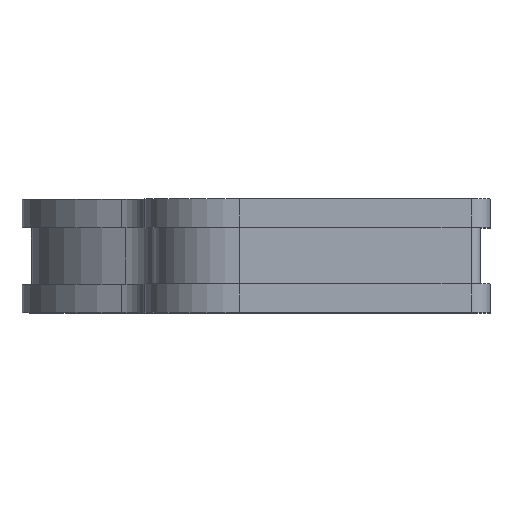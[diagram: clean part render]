
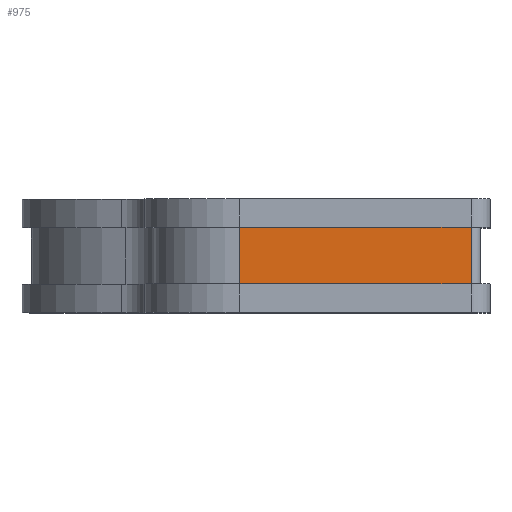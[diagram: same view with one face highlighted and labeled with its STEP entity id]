
A CAD part, top view. The second image highlights one B-rep face of the part: STEP entity #975.
In plain terms, the highlighted planar face has unit normal (0, 0, 1).
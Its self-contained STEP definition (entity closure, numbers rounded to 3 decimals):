
#87=FACE_OUTER_BOUND('',#139,.T.);
#139=EDGE_LOOP('',(#651,#652,#653,#654));
#193=LINE('',#1445,#295);
#194=LINE('',#1449,#296);
#195=LINE('',#1451,#297);
#196=LINE('',#1452,#298);
#295=VECTOR('',#1139,10.);
#296=VECTOR('',#1144,10.);
#297=VECTOR('',#1145,10.);
#298=VECTOR('',#1146,10.);
#397=VERTEX_POINT('',#1442);
#398=VERTEX_POINT('',#1444);
#399=VERTEX_POINT('',#1448);
#400=VERTEX_POINT('',#1450);
#498=EDGE_CURVE('',#397,#398,#193,.T.);
#500=EDGE_CURVE('',#399,#397,#194,.T.);
#501=EDGE_CURVE('',#399,#400,#195,.T.);
#502=EDGE_CURVE('',#400,#398,#196,.T.);
#651=ORIENTED_EDGE('',*,*,#500,.F.);
#652=ORIENTED_EDGE('',*,*,#501,.T.);
#653=ORIENTED_EDGE('',*,*,#502,.T.);
#654=ORIENTED_EDGE('',*,*,#498,.F.);
#944=PLANE('',#1031);
#975=ADVANCED_FACE('',(#87),#944,.F.);
#1031=AXIS2_PLACEMENT_3D('',#1447,#1142,#1143);
#1139=DIRECTION('',(0.,-1.,0.));
#1142=DIRECTION('center_axis',(0.,0.,-1.));
#1143=DIRECTION('ref_axis',(1.,0.,0.));
#1144=DIRECTION('',(1.,0.,0.));
#1145=DIRECTION('',(0.,-1.,0.));
#1146=DIRECTION('',(1.,0.,0.));
#1442=CARTESIAN_POINT('',(1110.52,-55.12,265.565));
#1444=CARTESIAN_POINT('',(1110.52,-61.12,265.565));
#1445=CARTESIAN_POINT('',(1110.52,-55.12,265.565));
#1447=CARTESIAN_POINT('Origin',(1086.,-55.12,265.565));
#1448=CARTESIAN_POINT('',(1086.,-55.12,265.565));
#1449=CARTESIAN_POINT('',(1086.88,-55.12,265.565));
#1450=CARTESIAN_POINT('',(1086.,-61.12,265.565));
#1451=CARTESIAN_POINT('',(1086.,-55.12,265.565));
#1452=CARTESIAN_POINT('',(1086.88,-61.12,265.565));
